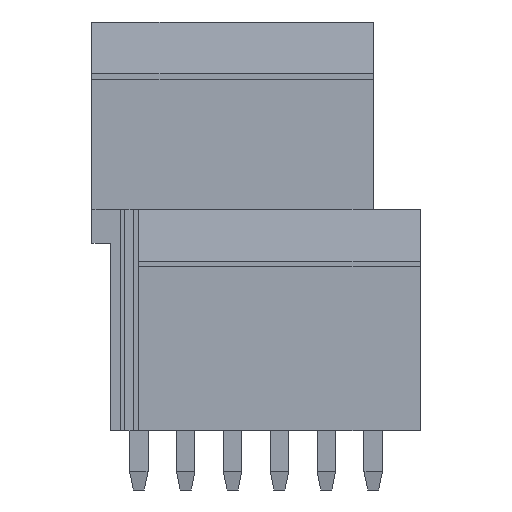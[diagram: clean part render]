
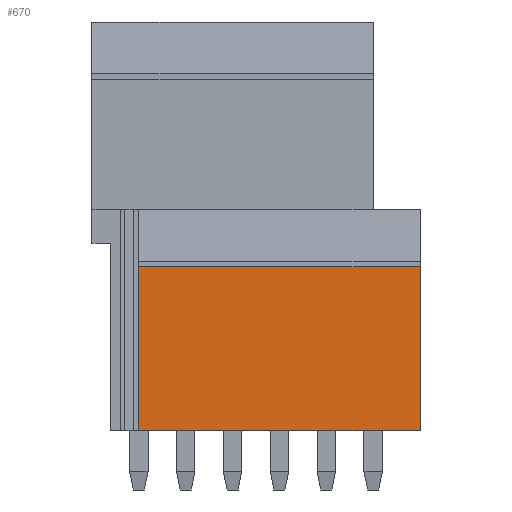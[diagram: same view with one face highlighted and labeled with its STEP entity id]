
A CAD part, front view. The second image highlights one B-rep face of the part: STEP entity #670.
In plain terms, the highlighted planar face has unit normal (0, -1, 0).
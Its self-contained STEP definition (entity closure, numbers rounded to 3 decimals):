
#650=AXIS2_PLACEMENT_3D('Plane Axis2P3D',#647,#648,#649) ;
#594=CARTESIAN_POINT('Vertex',(2.54,0.8,12.1)) ;
#597=CARTESIAN_POINT('Line Origine',(10.16,0.8,12.1)) ;
#601=CARTESIAN_POINT('Vertex',(17.78,0.8,12.1)) ;
#625=CARTESIAN_POINT('Vertex',(2.54,0.8,3.2)) ;
#628=CARTESIAN_POINT('Line Origine',(2.54,0.8,7.65)) ;
#647=CARTESIAN_POINT('Axis2P3D Location',(0.,0.8,3.2)) ;
#652=CARTESIAN_POINT('Line Origine',(10.16,0.8,3.2)) ;
#656=CARTESIAN_POINT('Vertex',(17.78,0.8,3.2)) ;
#659=CARTESIAN_POINT('Line Origine',(17.78,0.8,7.65)) ;
#598=DIRECTION('Vector Direction',(1.,0.,0.)) ;
#629=DIRECTION('Vector Direction',(0.,0.,1.)) ;
#648=DIRECTION('Axis2P3D Direction',(-0.,1.,0.)) ;
#649=DIRECTION('Axis2P3D XDirection',(0.,0.,1.)) ;
#653=DIRECTION('Vector Direction',(1.,0.,0.)) ;
#660=DIRECTION('Vector Direction',(0.,0.,1.)) ;
#599=VECTOR('Line Direction',#598,1.) ;
#630=VECTOR('Line Direction',#629,1.) ;
#654=VECTOR('Line Direction',#653,1.) ;
#661=VECTOR('Line Direction',#660,1.) ;
#665=ORIENTED_EDGE('',*,*,#632,.F.) ;
#666=ORIENTED_EDGE('',*,*,#658,.T.) ;
#667=ORIENTED_EDGE('',*,*,#663,.T.) ;
#668=ORIENTED_EDGE('',*,*,#603,.F.) ;
#670=ADVANCED_FACE('Housing',(#669),#651,.F.) ;
#603=EDGE_CURVE('',#595,#602,#600,.T.) ;
#632=EDGE_CURVE('',#626,#595,#631,.T.) ;
#658=EDGE_CURVE('',#626,#657,#655,.T.) ;
#663=EDGE_CURVE('',#657,#602,#662,.T.) ;
#664=EDGE_LOOP('',(#665,#666,#667,#668)) ;
#669=FACE_OUTER_BOUND('',#664,.T.) ;
#600=LINE('Line',#597,#599) ;
#631=LINE('Line',#628,#630) ;
#655=LINE('Line',#652,#654) ;
#662=LINE('Line',#659,#661) ;
#651=PLANE('',#650) ;
#595=VERTEX_POINT('',#594) ;
#602=VERTEX_POINT('',#601) ;
#626=VERTEX_POINT('',#625) ;
#657=VERTEX_POINT('',#656) ;
